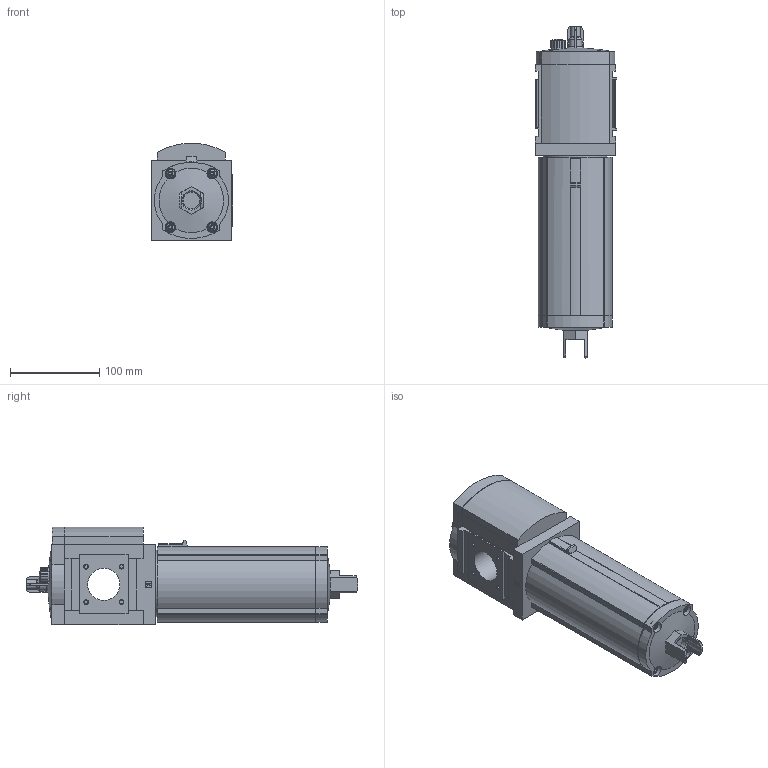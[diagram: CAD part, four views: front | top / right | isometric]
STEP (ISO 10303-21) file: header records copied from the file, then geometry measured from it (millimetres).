
FILE_DESCRIPTION(/* description */ ('STEP AP214'),/* implementation_level */ '2;1');
FILE_NAME(/* name */ '564144_MS9-LOE-G-U',/* time_stamp */ '2024-09-11T17:17:40+02:00',/* author */ ('License CC BY-ND 4.0'),/* organization */ ('CADENAS'),/* preprocessor_version */ 'ST-DEVELOPER v19.3',/* originating_system */ 'PARTsolutions',/* authorisation */ ' ');
FILE_SCHEMA (('AUTOMOTIVE_DESIGN {1 0 10303 214 3 1 1}'));
Length unit declared in the file: millimetre
Products named in the file (3): 564144 MS9-LOE-G-U; 562533 MS-LOE0; 707201 MS9
Assembly tree (2 placements, depth 2):
  564144 MS9-LOE-G-U
    562533 MS-LOE0
    707201 MS9
Bounding box: 91.5 x 371 x 108.79 mm (x, y, z)
Volume: 2027465.9 mm3; surface area: 156042.1 mm2
Topology: 2 solids, 2 shells, 549 faces, 1446 edges, 948 vertices
Faces by surface type: plane 246, cylinder 206, cone 62, torus 33, sphere 2
Full cylindrical faces by diameter (mm): 3.2 x1, 3.6 x1, 3.8 x1, 4.134 x8, 9.728 x1, 10 x4, 11 x4, 11.5 x4, 12 x4, 13 x1, 18 x1, 36 x1, 71.8 x1
Entity records: 20651 total; most frequent: CARTESIAN_POINT 3568, DIRECTION 2755, ORIENTED_EDGE 2746, EDGE_CURVE 1373, AXIS2_PLACEMENT_3D 1039, VERTEX_POINT 933, LINE 677, VECTOR 677
